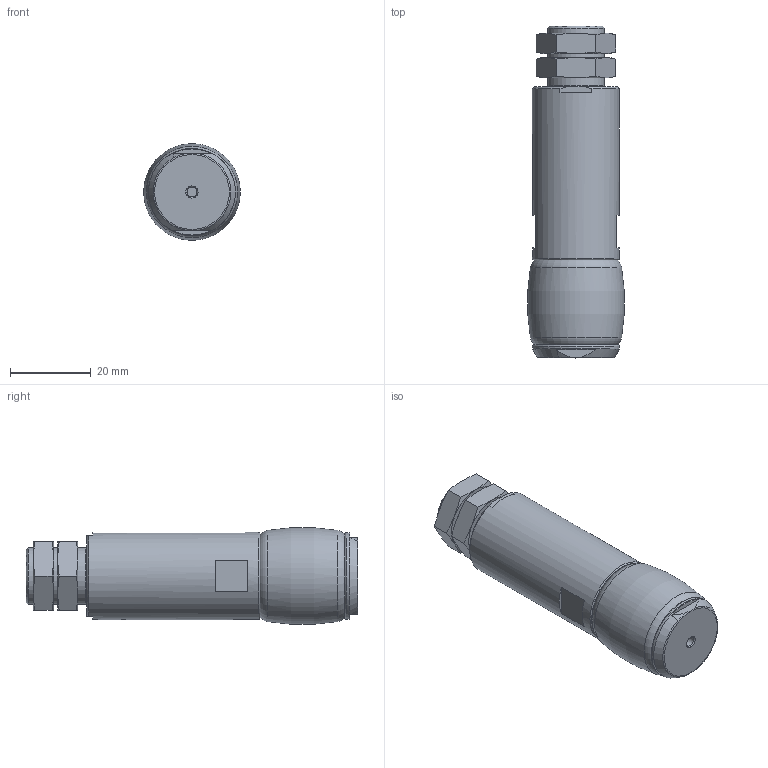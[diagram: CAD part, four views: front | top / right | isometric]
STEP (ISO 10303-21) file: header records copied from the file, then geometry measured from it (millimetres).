
FILE_DESCRIPTION(/* description */ ('STEP AP214'),/* implementation_level */ '2;1');
FILE_NAME(/* name */ '1320814_DHEB-22-E-U-E-L',/* time_stamp */ '2024-08-19T16:45:37+02:00',/* author */ ('License CC BY-ND 4.0'),/* organization */ ('CADENAS'),/* preprocessor_version */ 'ST-DEVELOPER v19.3',/* originating_system */ 'PARTsolutions',/* authorisation */ ' ');
FILE_SCHEMA (('AUTOMOTIVE_DESIGN {1 0 10303 214 3 1 1}'));
Length unit declared in the file: millimetre
Products named in the file (5): 1320814 DHEB-22-E-U-E-L---(AUS); 1366728 DHEB-22-E-U-E-L; 1366644 DHEB-22-E-U-E-L---(AUS); 1448948 DHAS-GB-B14-22-S---(MOD-AUS-U); 372957 YSRD-7-5-C M14X1-5-17
Assembly tree (5 placements, depth 2):
  1320814 DHEB-22-E-U-E-L---(AUS)
    1366728 DHEB-22-E-U-E-L
    1366644 DHEB-22-E-U-E-L---(AUS)
    1448948 DHAS-GB-B14-22-S---(MOD-AUS-U)
    372957 YSRD-7-5-C M14X1-5-17  x2
Bounding box: 23.82 x 82 x 23.83 mm (x, y, z)
Volume: 25813.9 mm3; surface area: 13648.9 mm2
Topology: 5 solids, 5 shells, 91 faces, 192 edges, 122 vertices
Faces by surface type: plane 47, cylinder 20, cone 17, torus 7
Full cylindrical faces by diameter (mm): 1 x1, 1.8 x1, 2.459 x1, 3 x2, 4.134 x1, 5 x2, 7.6 x3, 11 x2, 12.917 x2, 14 x1, 18 x2, 21.5 x2
Entity records: 1977 total; most frequent: CARTESIAN_POINT 390, DIRECTION 318, ORIENTED_EDGE 224, AXIS2_PLACEMENT_3D 147, FACE_BOUND 135, EDGE_LOOP 134, EDGE_CURVE 112, VERTEX_POINT 93
